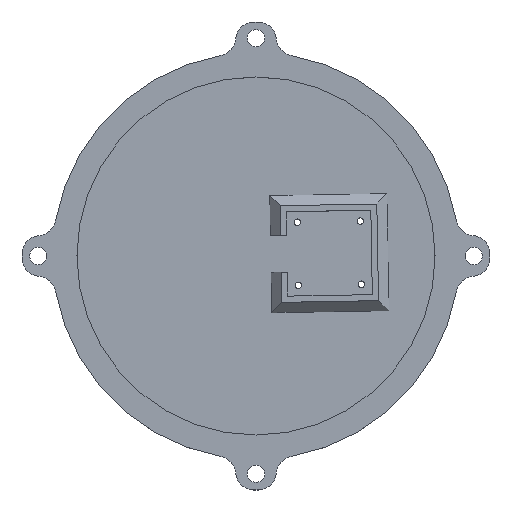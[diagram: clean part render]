
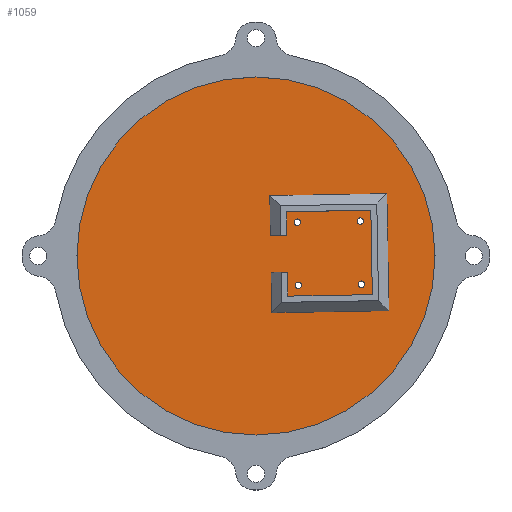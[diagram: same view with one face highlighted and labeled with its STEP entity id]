
A CAD part, top view. The second image highlights one B-rep face of the part: STEP entity #1059.
In plain terms, the highlighted planar face has unit normal (0, 0, 1).
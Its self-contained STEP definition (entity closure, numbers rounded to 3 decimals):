
#23=FACE_BOUND('',#180,.T.);
#24=FACE_BOUND('',#181,.T.);
#25=FACE_BOUND('',#182,.T.);
#26=FACE_BOUND('',#183,.T.);
#27=FACE_BOUND('',#184,.T.);
#41=PLANE('',#1177);
#113=FACE_OUTER_BOUND('',#179,.T.);
#179=EDGE_LOOP('',(#853));
#180=EDGE_LOOP('',(#854));
#181=EDGE_LOOP('',(#855));
#182=EDGE_LOOP('',(#856));
#183=EDGE_LOOP('',(#857));
#184=EDGE_LOOP('',(#858,#859,#860,#861,#862,#863,#864,#865,#866,#867,#868,
#869));
#248=LINE('',#1710,#340);
#254=LINE('',#1721,#346);
#257=LINE('',#1727,#349);
#260=LINE('',#1733,#352);
#263=LINE('',#1739,#355);
#264=LINE('',#1744,#356);
#265=LINE('',#1746,#357);
#266=LINE('',#1748,#358);
#267=LINE('',#1750,#359);
#268=LINE('',#1752,#360);
#269=LINE('',#1754,#361);
#270=LINE('',#1755,#362);
#340=VECTOR('',#1390,10.);
#346=VECTOR('',#1398,10.);
#349=VECTOR('',#1403,10.);
#352=VECTOR('',#1408,10.);
#355=VECTOR('',#1413,10.);
#356=VECTOR('',#1418,10.);
#357=VECTOR('',#1419,10.);
#358=VECTOR('',#1420,10.);
#359=VECTOR('',#1421,10.);
#360=VECTOR('',#1422,10.);
#361=VECTOR('',#1423,10.);
#362=VECTOR('',#1424,10.);
#407=CIRCLE('',#1109,1.6);
#410=CIRCLE('',#1114,1.6);
#413=CIRCLE('',#1119,1.6);
#416=CIRCLE('',#1124,1.6);
#451=CIRCLE('',#1178,88.);
#469=VERTEX_POINT('',#1567);
#472=VERTEX_POINT('',#1577);
#475=VERTEX_POINT('',#1587);
#478=VERTEX_POINT('',#1597);
#520=VERTEX_POINT('',#1708);
#521=VERTEX_POINT('',#1709);
#525=VERTEX_POINT('',#1719);
#527=VERTEX_POINT('',#1725);
#529=VERTEX_POINT('',#1731);
#531=VERTEX_POINT('',#1737);
#532=VERTEX_POINT('',#1741);
#533=VERTEX_POINT('',#1743);
#534=VERTEX_POINT('',#1745);
#535=VERTEX_POINT('',#1747);
#536=VERTEX_POINT('',#1749);
#537=VERTEX_POINT('',#1751);
#538=VERTEX_POINT('',#1753);
#571=EDGE_CURVE('',#469,#469,#407,.T.);
#576=EDGE_CURVE('',#472,#472,#410,.T.);
#581=EDGE_CURVE('',#475,#475,#413,.T.);
#586=EDGE_CURVE('',#478,#478,#416,.T.);
#640=EDGE_CURVE('',#520,#521,#248,.T.);
#646=EDGE_CURVE('',#525,#520,#254,.T.);
#649=EDGE_CURVE('',#527,#525,#257,.T.);
#652=EDGE_CURVE('',#529,#527,#260,.T.);
#655=EDGE_CURVE('',#531,#529,#263,.T.);
#656=EDGE_CURVE('',#532,#532,#451,.T.);
#657=EDGE_CURVE('',#533,#521,#264,.T.);
#658=EDGE_CURVE('',#531,#534,#265,.T.);
#659=EDGE_CURVE('',#534,#535,#266,.T.);
#660=EDGE_CURVE('',#535,#536,#267,.T.);
#661=EDGE_CURVE('',#536,#537,#268,.T.);
#662=EDGE_CURVE('',#537,#538,#269,.T.);
#663=EDGE_CURVE('',#538,#533,#270,.T.);
#853=ORIENTED_EDGE('',*,*,#656,.F.);
#854=ORIENTED_EDGE('',*,*,#571,.T.);
#855=ORIENTED_EDGE('',*,*,#576,.T.);
#856=ORIENTED_EDGE('',*,*,#581,.T.);
#857=ORIENTED_EDGE('',*,*,#586,.T.);
#858=ORIENTED_EDGE('',*,*,#657,.T.);
#859=ORIENTED_EDGE('',*,*,#640,.F.);
#860=ORIENTED_EDGE('',*,*,#646,.F.);
#861=ORIENTED_EDGE('',*,*,#649,.F.);
#862=ORIENTED_EDGE('',*,*,#652,.F.);
#863=ORIENTED_EDGE('',*,*,#655,.F.);
#864=ORIENTED_EDGE('',*,*,#658,.T.);
#865=ORIENTED_EDGE('',*,*,#659,.T.);
#866=ORIENTED_EDGE('',*,*,#660,.T.);
#867=ORIENTED_EDGE('',*,*,#661,.T.);
#868=ORIENTED_EDGE('',*,*,#662,.T.);
#869=ORIENTED_EDGE('',*,*,#663,.T.);
#1059=ADVANCED_FACE('',(#113,#23,#24,#25,#26,#27),#41,.F.);
#1109=AXIS2_PLACEMENT_3D('',#1569,#1237,#1238);
#1114=AXIS2_PLACEMENT_3D('',#1579,#1249,#1250);
#1119=AXIS2_PLACEMENT_3D('',#1589,#1261,#1262);
#1124=AXIS2_PLACEMENT_3D('',#1599,#1273,#1274);
#1177=AXIS2_PLACEMENT_3D('',#1740,#1414,#1415);
#1178=AXIS2_PLACEMENT_3D('',#1742,#1416,#1417);
#1237=DIRECTION('center_axis',(0.,0.,-1.));
#1238=DIRECTION('ref_axis',(-1.,0.,0.));
#1249=DIRECTION('center_axis',(0.,0.,-1.));
#1250=DIRECTION('ref_axis',(-1.,0.,0.));
#1261=DIRECTION('center_axis',(0.,0.,-1.));
#1262=DIRECTION('ref_axis',(-1.,0.,0.));
#1273=DIRECTION('center_axis',(0.,0.,-1.));
#1274=DIRECTION('ref_axis',(-1.,0.,0.));
#1390=DIRECTION('',(0.017,-1.,0.));
#1398=DIRECTION('',(-1.,-0.017,0.));
#1403=DIRECTION('',(-0.017,1.,0.));
#1408=DIRECTION('',(1.,0.017,0.));
#1413=DIRECTION('',(0.017,-1.,0.));
#1414=DIRECTION('center_axis',(0.,0.,-1.));
#1415=DIRECTION('ref_axis',(1.,0.,0.));
#1416=DIRECTION('center_axis',(0.,0.,-1.));
#1417=DIRECTION('ref_axis',(1.,0.,0.));
#1418=DIRECTION('',(-1.,-0.017,0.));
#1419=DIRECTION('',(1.,0.017,0.));
#1420=DIRECTION('',(0.017,-1.,0.));
#1421=DIRECTION('',(1.,0.017,0.));
#1422=DIRECTION('',(-0.017,1.,0.));
#1423=DIRECTION('',(-1.,-0.017,0.));
#1424=DIRECTION('',(0.017,-1.,0.));
#1567=CARTESIAN_POINT('',(52.877,17.134,3.));
#1569=CARTESIAN_POINT('Origin',(51.277,17.134,3.));
#1577=CARTESIAN_POINT('',(21.882,16.593,3.));
#1579=CARTESIAN_POINT('Origin',(20.282,16.593,3.));
#1587=CARTESIAN_POINT('',(53.418,-13.861,3.));
#1589=CARTESIAN_POINT('Origin',(51.818,-13.861,3.));
#1597=CARTESIAN_POINT('',(22.423,-14.402,3.));
#1599=CARTESIAN_POINT('Origin',(20.823,-14.402,3.));
#1708=CARTESIAN_POINT('',(6.802,29.61,3.));
#1709=CARTESIAN_POINT('',(7.147,9.863,3.));
#1710=CARTESIAN_POINT('',(7.103,12.369,3.));
#1719=CARTESIAN_POINT('',(64.294,30.613,3.));
#1721=CARTESIAN_POINT('',(29.39,30.004,3.));
#1725=CARTESIAN_POINT('',(65.297,-26.878,3.));
#1727=CARTESIAN_POINT('',(65.009,-10.374,3.));
#1731=CARTESIAN_POINT('',(7.806,-27.881,3.));
#1733=CARTESIAN_POINT('',(6.647,-27.902,3.));
#1737=CARTESIAN_POINT('',(7.461,-8.134,3.));
#1739=CARTESIAN_POINT('',(7.389,-4.003,3.));
#1740=CARTESIAN_POINT('Origin',(0.,0.,3.));
#1741=CARTESIAN_POINT('',(-88.,0.,3.));
#1742=CARTESIAN_POINT('Origin',(0.,0.,3.));
#1743=CARTESIAN_POINT('',(15.146,10.003,3.));
#1744=CARTESIAN_POINT('',(5.988,9.843,3.));
#1745=CARTESIAN_POINT('',(15.46,-7.995,3.));
#1746=CARTESIAN_POINT('',(7.802,-8.128,3.));
#1747=CARTESIAN_POINT('',(15.665,-19.743,3.));
#1748=CARTESIAN_POINT('',(15.49,-9.738,3.));
#1749=CARTESIAN_POINT('',(57.159,-19.019,3.));
#1750=CARTESIAN_POINT('',(28.754,-19.514,3.));
#1751=CARTESIAN_POINT('',(56.434,22.475,3.));
#1752=CARTESIAN_POINT('',(56.622,11.733,3.));
#1753=CARTESIAN_POINT('',(14.941,21.751,3.));
#1754=CARTESIAN_POINT('',(7.283,21.617,3.));
#1755=CARTESIAN_POINT('',(15.231,5.135,3.));
